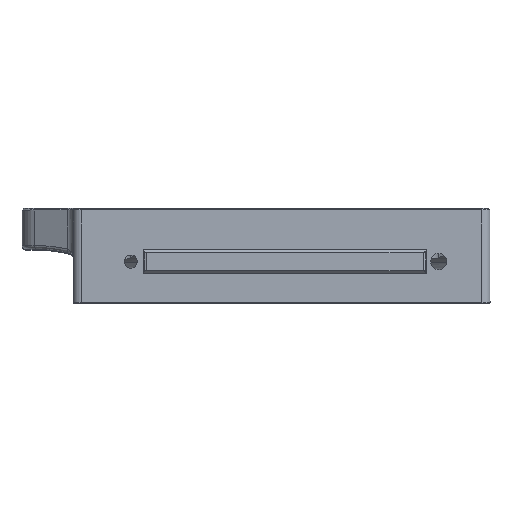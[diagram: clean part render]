
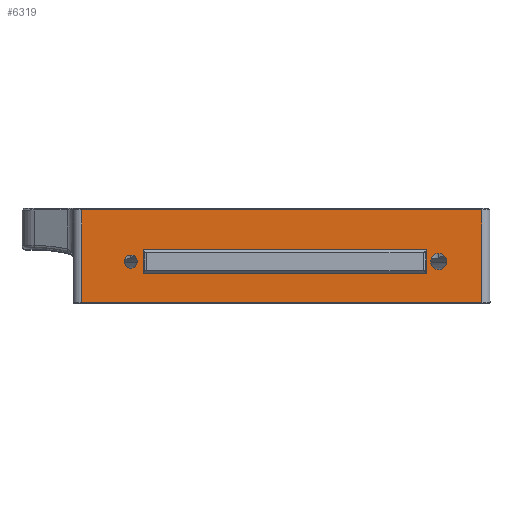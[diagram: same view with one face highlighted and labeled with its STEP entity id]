
A CAD part, top view. The second image highlights one B-rep face of the part: STEP entity #6319.
In plain terms, the highlighted planar face has unit normal (0, 0, 1).
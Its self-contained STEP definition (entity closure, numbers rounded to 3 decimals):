
#306 = DIRECTION ( 'NONE',  ( 1., 0., 0. ) ) ;
#427 = VERTEX_POINT ( 'NONE', #23593 ) ;
#858 = CARTESIAN_POINT ( 'NONE',  ( -92.274, 19.572, 118.684 ) ) ;
#883 = EDGE_LOOP ( 'NONE', ( #21719, #26445, #12636, #18317 ) ) ;
#935 = VERTEX_POINT ( 'NONE', #13357 ) ;
#1027 = CARTESIAN_POINT ( 'NONE',  ( -56.474, 9.572, 118.684 ) ) ;
#1066 = VERTEX_POINT ( 'NONE', #20226 ) ;
#1175 = ORIENTED_EDGE ( 'NONE', *, *, #23379, .F. ) ;
#1195 = DIRECTION ( 'NONE',  ( 0., 1., 0. ) ) ;
#1223 = LINE ( 'NONE', #16384, #27582 ) ;
#1316 = DIRECTION ( 'NONE',  ( 0., 0., 1. ) ) ;
#1368 = DIRECTION ( 'NONE',  ( 1., 0., 0. ) ) ;
#1501 = VERTEX_POINT ( 'NONE', #9652 ) ;
#1574 = CARTESIAN_POINT ( 'NONE',  ( -74.299, 9.572, 118.684 ) ) ;
#1960 = EDGE_CURVE ( 'NONE', #935, #17867, #7767, .T. ) ;
#1963 = VERTEX_POINT ( 'NONE', #13941 ) ;
#2513 = AXIS2_PLACEMENT_3D ( 'NONE', #12025, #7252, #7378 ) ;
#2896 = CARTESIAN_POINT ( 'NONE',  ( -72.874, 16.572, 118.684 ) ) ;
#2931 = VERTEX_POINT ( 'NONE', #16085 ) ;
#2950 = DIRECTION ( 'NONE',  ( 0., 0., 1. ) ) ;
#3012 = CIRCLE ( 'NONE', #16018, 1.986 ) ;
#3142 = FACE_BOUND ( 'NONE', #883, .T. ) ;
#3411 = EDGE_LOOP ( 'NONE', ( #9263, #14385 ) ) ;
#3414 = FACE_BOUND ( 'NONE', #5101, .T. ) ;
#3627 = CARTESIAN_POINT ( 'NONE',  ( -92.274, 19.572, 118.684 ) ) ;
#3731 = CARTESIAN_POINT ( 'NONE',  ( -89.274, 16.072, 118.684 ) ) ;
#4013 = LINE ( 'NONE', #3731, #27204 ) ;
#5101 = EDGE_LOOP ( 'NONE', ( #1175, #11055 ) ) ;
#5258 = ORIENTED_EDGE ( 'NONE', *, *, #1960, .T. ) ;
#5729 = CIRCLE ( 'NONE', #13363, 1.6 ) ;
#5941 = FACE_OUTER_BOUND ( 'NONE', #15548, .T. ) ;
#6319 = ADVANCED_FACE ( 'NONE', ( #5941, #22368, #3414, #3142 ), #20549, .T. ) ;
#6536 = AXIS2_PLACEMENT_3D ( 'NONE', #3627, #20743, #21027 ) ;
#6578 = CARTESIAN_POINT ( 'NONE',  ( -104.274, 32.172, 118.684 ) ) ;
#7134 = ORIENTED_EDGE ( 'NONE', *, *, #9682, .T. ) ;
#7252 = DIRECTION ( 'NONE',  ( 0., 0., 1. ) ) ;
#7366 = VECTOR ( 'NONE', #11483, 1000. ) ;
#7378 = DIRECTION ( 'NONE',  ( 1., 0., 0. ) ) ;
#7758 = VERTEX_POINT ( 'NONE', #17579 ) ;
#7767 = LINE ( 'NONE', #12130, #12999 ) ;
#7973 = VERTEX_POINT ( 'NONE', #15520 ) ;
#8003 = VERTEX_POINT ( 'NONE', #26301 ) ;
#8236 = LINE ( 'NONE', #11022, #23459 ) ;
#8494 = AXIS2_PLACEMENT_3D ( 'NONE', #1027, #1316, #18161 ) ;
#8562 = LINE ( 'NONE', #25926, #22288 ) ;
#9263 = ORIENTED_EDGE ( 'NONE', *, *, #23118, .F. ) ;
#9652 = CARTESIAN_POINT ( 'NONE',  ( -89.274, 22.572, 118.684 ) ) ;
#9682 = EDGE_CURVE ( 'NONE', #15660, #8003, #11425, .T. ) ;
#10006 = DIRECTION ( 'NONE',  ( -1., 0., 0. ) ) ;
#10076 = ORIENTED_EDGE ( 'NONE', *, *, #23445, .T. ) ;
#11022 = CARTESIAN_POINT ( 'NONE',  ( -38.374, 22.572, 118.684 ) ) ;
#11055 = ORIENTED_EDGE ( 'NONE', *, *, #20647, .F. ) ;
#11178 = EDGE_CURVE ( 'NONE', #7973, #21081, #5729, .T. ) ;
#11425 = LINE ( 'NONE', #1574, #12461 ) ;
#11483 = DIRECTION ( 'NONE',  ( -1., 0., 0. ) ) ;
#12025 = CARTESIAN_POINT ( 'NONE',  ( -17.274, 19.572, 118.684 ) ) ;
#12130 = CARTESIAN_POINT ( 'NONE',  ( -104.274, 32.172, 118.684 ) ) ;
#12461 = VECTOR ( 'NONE', #14228, 1000. ) ;
#12636 = ORIENTED_EDGE ( 'NONE', *, *, #19467, .T. ) ;
#12999 = VECTOR ( 'NONE', #10006, 1000. ) ;
#13357 = CARTESIAN_POINT ( 'NONE',  ( -6.774, 32.172, 118.684 ) ) ;
#13363 = AXIS2_PLACEMENT_3D ( 'NONE', #858, #2950, #306 ) ;
#13941 = CARTESIAN_POINT ( 'NONE',  ( -89.274, 16.572, 118.684 ) ) ;
#14228 = DIRECTION ( 'NONE',  ( 1., 0., 0. ) ) ;
#14385 = ORIENTED_EDGE ( 'NONE', *, *, #11178, .F. ) ;
#15520 = CARTESIAN_POINT ( 'NONE',  ( -93.874, 19.572, 118.684 ) ) ;
#15547 = LINE ( 'NONE', #2896, #7366 ) ;
#15548 = EDGE_LOOP ( 'NONE', ( #10076, #5258, #24993, #7134 ) ) ;
#15660 = VERTEX_POINT ( 'NONE', #20040 ) ;
#16018 = AXIS2_PLACEMENT_3D ( 'NONE', #26880, #16670, #1368 ) ;
#16085 = CARTESIAN_POINT ( 'NONE',  ( -19.26, 19.572, 118.684 ) ) ;
#16384 = CARTESIAN_POINT ( 'NONE',  ( -20.274, 13.072, 118.684 ) ) ;
#16670 = DIRECTION ( 'NONE',  ( 0., 0., 1. ) ) ;
#17065 = EDGE_CURVE ( 'NONE', #1501, #7758, #8236, .T. ) ;
#17315 = CIRCLE ( 'NONE', #2513, 1.986 ) ;
#17579 = CARTESIAN_POINT ( 'NONE',  ( -20.274, 22.572, 118.684 ) ) ;
#17741 = CIRCLE ( 'NONE', #6536, 1.6 ) ;
#17867 = VERTEX_POINT ( 'NONE', #6578 ) ;
#17926 = LINE ( 'NONE', #20431, #20908 ) ;
#17990 = EDGE_CURVE ( 'NONE', #1066, #1963, #15547, .T. ) ;
#18161 = DIRECTION ( 'NONE',  ( 1., 0., 0. ) ) ;
#18317 = ORIENTED_EDGE ( 'NONE', *, *, #17990, .T. ) ;
#19467 = EDGE_CURVE ( 'NONE', #7758, #1066, #1223, .T. ) ;
#19595 = DIRECTION ( 'NONE',  ( 1., 0., 0. ) ) ;
#20040 = CARTESIAN_POINT ( 'NONE',  ( -104.274, 9.572, 118.684 ) ) ;
#20226 = CARTESIAN_POINT ( 'NONE',  ( -20.274, 16.572, 118.684 ) ) ;
#20431 = CARTESIAN_POINT ( 'NONE',  ( -6.774, 9.572, 118.684 ) ) ;
#20442 = EDGE_CURVE ( 'NONE', #17867, #15660, #8562, .T. ) ;
#20549 = PLANE ( 'NONE',  #8494 ) ;
#20647 = EDGE_CURVE ( 'NONE', #2931, #427, #3012, .T. ) ;
#20743 = DIRECTION ( 'NONE',  ( 0., 0., 1. ) ) ;
#20871 = DIRECTION ( 'NONE',  ( 0., -1., 0. ) ) ;
#20908 = VECTOR ( 'NONE', #1195, 1000. ) ;
#21027 = DIRECTION ( 'NONE',  ( 1., 0., 0. ) ) ;
#21081 = VERTEX_POINT ( 'NONE', #22248 ) ;
#21129 = DIRECTION ( 'NONE',  ( 0., 1., 0. ) ) ;
#21719 = ORIENTED_EDGE ( 'NONE', *, *, #24750, .T. ) ;
#22248 = CARTESIAN_POINT ( 'NONE',  ( -90.674, 19.572, 118.684 ) ) ;
#22288 = VECTOR ( 'NONE', #23037, 1000. ) ;
#22368 = FACE_BOUND ( 'NONE', #3411, .T. ) ;
#23037 = DIRECTION ( 'NONE',  ( 0., -1., 0. ) ) ;
#23118 = EDGE_CURVE ( 'NONE', #21081, #7973, #17741, .T. ) ;
#23379 = EDGE_CURVE ( 'NONE', #427, #2931, #17315, .T. ) ;
#23445 = EDGE_CURVE ( 'NONE', #8003, #935, #17926, .T. ) ;
#23459 = VECTOR ( 'NONE', #19595, 1000. ) ;
#23593 = CARTESIAN_POINT ( 'NONE',  ( -15.289, 19.572, 118.684 ) ) ;
#24750 = EDGE_CURVE ( 'NONE', #1963, #1501, #4013, .T. ) ;
#24993 = ORIENTED_EDGE ( 'NONE', *, *, #20442, .T. ) ;
#25926 = CARTESIAN_POINT ( 'NONE',  ( -104.274, 9.572, 118.684 ) ) ;
#26301 = CARTESIAN_POINT ( 'NONE',  ( -6.774, 9.572, 118.684 ) ) ;
#26445 = ORIENTED_EDGE ( 'NONE', *, *, #17065, .T. ) ;
#26880 = CARTESIAN_POINT ( 'NONE',  ( -17.274, 19.572, 118.684 ) ) ;
#27204 = VECTOR ( 'NONE', #21129, 1000. ) ;
#27582 = VECTOR ( 'NONE', #20871, 1000. ) ;
